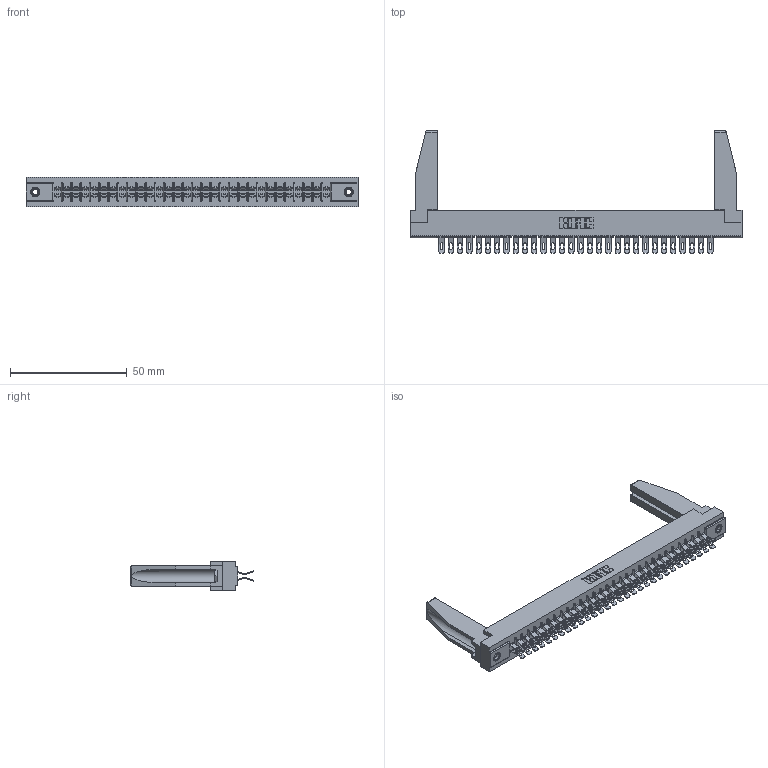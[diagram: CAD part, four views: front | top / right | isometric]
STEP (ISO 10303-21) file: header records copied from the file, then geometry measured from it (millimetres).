
FILE_DESCRIPTION (( 'STEP AP203' ), '1' );
FILE_NAME ('315-060-555-278.STEP', '2019-09-10T20:04:44', ( '' ), ( '' ), 'SwSTEP 2.0', 'SolidWorks 2016', '' );
FILE_SCHEMA (( 'CONFIG_CONTROL_DESIGN' ));
Length unit declared in the file: inch
Products named in the file (5): 345-250-001_345-250-001-102; 305-290-001_555; 305 Part_.156 Dia; 315-060-555-278; 307-220-078
Assembly tree (65 placements, depth 2):
  315-060-555-278
    305 Part_.156 Dia
    305-290-001_555  x60
    345-250-001_345-250-001-102  x2
    307-220-078  x2
Bounding box: 141.88 x 52.45 x 12.7 mm (x, y, z)
Volume: 18904.2 mm3; surface area: 23642.3 mm2
Topology: 65 solids, 65 shells, 4206 faces, 12496 edges, 8160 vertices
Faces by surface type: plane 2072, cylinder 1998, sphere 120, cone 12, torus 4
Entity records: 37006 total; most frequent: CARTESIAN_POINT 6148, ORIENTED_EDGE 6050, DIRECTION 5909, EDGE_CURVE 3025, VECTOR 2411, LINE 2411, VERTEX_POINT 1930, AXIS2_PLACEMENT_3D 1749
